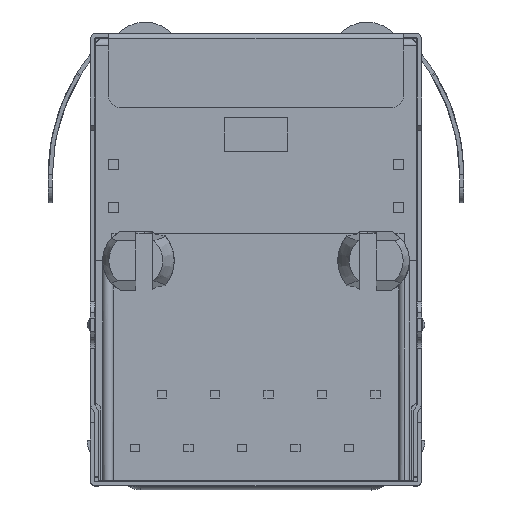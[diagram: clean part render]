
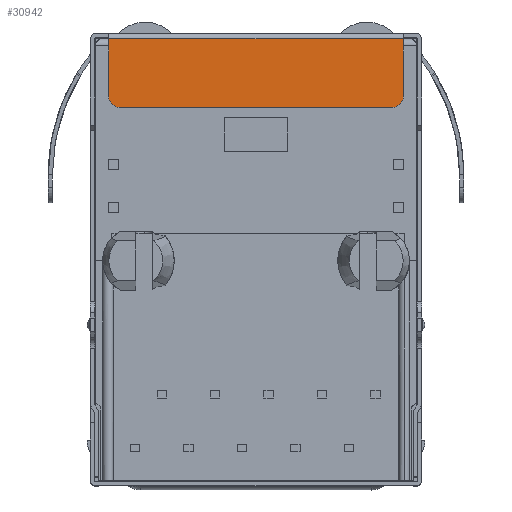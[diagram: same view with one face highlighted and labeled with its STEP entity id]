
A CAD part, left-side view. The second image highlights one B-rep face of the part: STEP entity #30942.
In plain terms, the highlighted planar face has unit normal (1, 0, 0).
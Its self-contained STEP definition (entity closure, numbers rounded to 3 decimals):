
#899=PLANE('',#35150);
#3181=FACE_OUTER_BOUND('',#4261,.T.);
#4261=EDGE_LOOP('',(#29630,#29631,#29632,#29633,#29634,#29635));
#5367=CIRCLE('',#35151,0.5);
#5368=CIRCLE('',#35152,0.5);
#9355=LINE('',#62429,#13345);
#9356=LINE('',#62433,#13346);
#9357=LINE('',#62437,#13347);
#9358=LINE('',#62438,#13348);
#13345=VECTOR('',#43440,2.75);
#13346=VECTOR('',#43443,13.);
#13347=VECTOR('',#43446,2.75);
#13348=VECTOR('',#43447,14.);
#18772=VERTEX_POINT('',#62427);
#18773=VERTEX_POINT('',#62428);
#18774=VERTEX_POINT('',#62430);
#18775=VERTEX_POINT('',#62432);
#18776=VERTEX_POINT('',#62434);
#18777=VERTEX_POINT('',#62436);
#24201=EDGE_CURVE('',#18772,#18773,#9355,.T.);
#24202=EDGE_CURVE('',#18773,#18774,#5367,.T.);
#24203=EDGE_CURVE('',#18774,#18775,#9356,.T.);
#24204=EDGE_CURVE('',#18775,#18776,#5368,.T.);
#24205=EDGE_CURVE('',#18776,#18777,#9357,.T.);
#24206=EDGE_CURVE('',#18777,#18772,#9358,.T.);
#29630=ORIENTED_EDGE('',*,*,#24201,.T.);
#29631=ORIENTED_EDGE('',*,*,#24202,.T.);
#29632=ORIENTED_EDGE('',*,*,#24203,.T.);
#29633=ORIENTED_EDGE('',*,*,#24204,.T.);
#29634=ORIENTED_EDGE('',*,*,#24205,.T.);
#29635=ORIENTED_EDGE('',*,*,#24206,.T.);
#30942=ADVANCED_FACE('',(#3181),#899,.T.);
#35150=AXIS2_PLACEMENT_3D('',#62426,#43438,#43439);
#35151=AXIS2_PLACEMENT_3D('',#62431,#43441,#43442);
#35152=AXIS2_PLACEMENT_3D('',#62435,#43444,#43445);
#43438=DIRECTION('center_axis',(1.,0.,0.));
#43439=DIRECTION('ref_axis',(0.,0.,-1.));
#43440=DIRECTION('',(0.,0.,-1.));
#43441=DIRECTION('center_axis',(1.,0.,0.));
#43442=DIRECTION('ref_axis',(0.,-1.,0.));
#43443=DIRECTION('',(0.,1.,0.));
#43444=DIRECTION('center_axis',(1.,0.,0.));
#43445=DIRECTION('ref_axis',(0.,0.,-1.));
#43446=DIRECTION('',(0.,0.,1.));
#43447=DIRECTION('',(0.,-1.,0.));
#62426=CARTESIAN_POINT('Origin',(3.8,0.875,-1.625));
#62427=CARTESIAN_POINT('',(3.8,0.875,0.));
#62428=CARTESIAN_POINT('',(3.8,0.875,-2.75));
#62429=CARTESIAN_POINT('',(3.8,0.875,0.));
#62430=CARTESIAN_POINT('',(3.8,1.375,-3.25));
#62431=CARTESIAN_POINT('Origin',(3.8,1.375,-2.75));
#62432=CARTESIAN_POINT('',(3.8,14.375,-3.25));
#62433=CARTESIAN_POINT('',(3.8,1.375,-3.25));
#62434=CARTESIAN_POINT('',(3.8,14.875,-2.75));
#62435=CARTESIAN_POINT('Origin',(3.8,14.375,-2.75));
#62436=CARTESIAN_POINT('',(3.8,14.875,0.));
#62437=CARTESIAN_POINT('',(3.8,14.875,-2.75));
#62438=CARTESIAN_POINT('',(3.8,14.875,0.));
